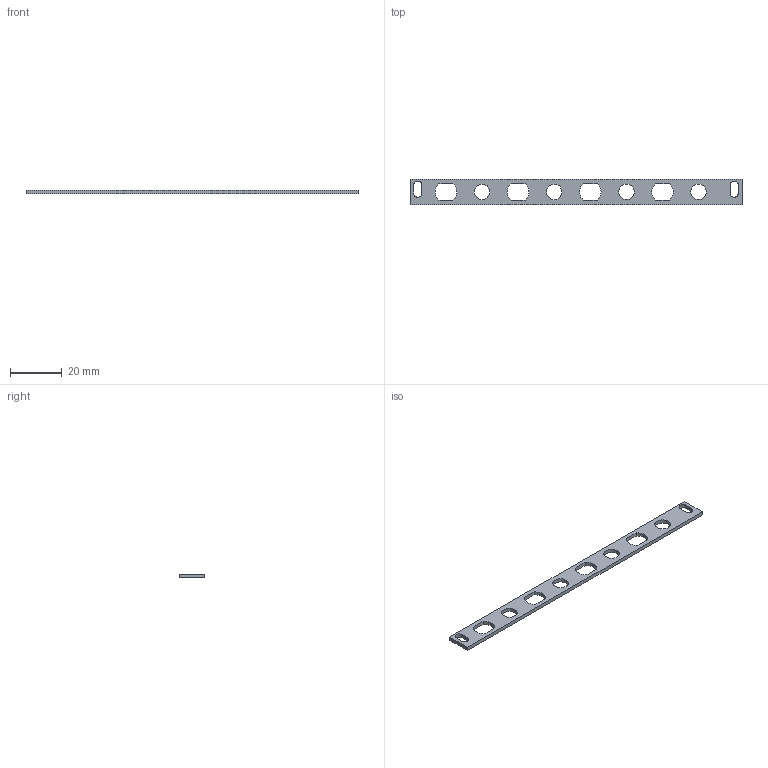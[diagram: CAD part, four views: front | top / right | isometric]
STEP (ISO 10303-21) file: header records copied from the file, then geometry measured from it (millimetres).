
FILE_DESCRIPTION(('HOOPS Exchange Step'),'2;1');
FILE_NAME('temp_export','2024-05-25T12:04:49-07:00',('orenlevy'),('Shapr3D Limited'),'HOOPS Exchange 2024.2','Shapr3D','Authorized');
FILE_SCHEMA( ('AUTOMOTIVE_DESIGN { 1 0 10303 214 1 1 1 1 }') );
Length unit declared in the file: millimetre
Products named in the file (1): root
Bounding box: 128.5 x 9.8 x 1.5 mm (x, y, z)
Volume: 1383.2 mm3; surface area: 2571.8 mm2
Topology: 1 solids, 1 shells, 40 faces, 122 edges, 84 vertices
Faces by surface type: cylinder 22, plane 18
Full cylindrical faces by diameter (mm): 6 x4
Entity records: 1466 total; most frequent: DIRECTION 256, CARTESIAN_POINT 247, ORIENTED_EDGE 244, EDGE_CURVE 122, AXIS2_PLACEMENT_3D 93, VERTEX_POINT 84, VECTOR 70, LINE 70
